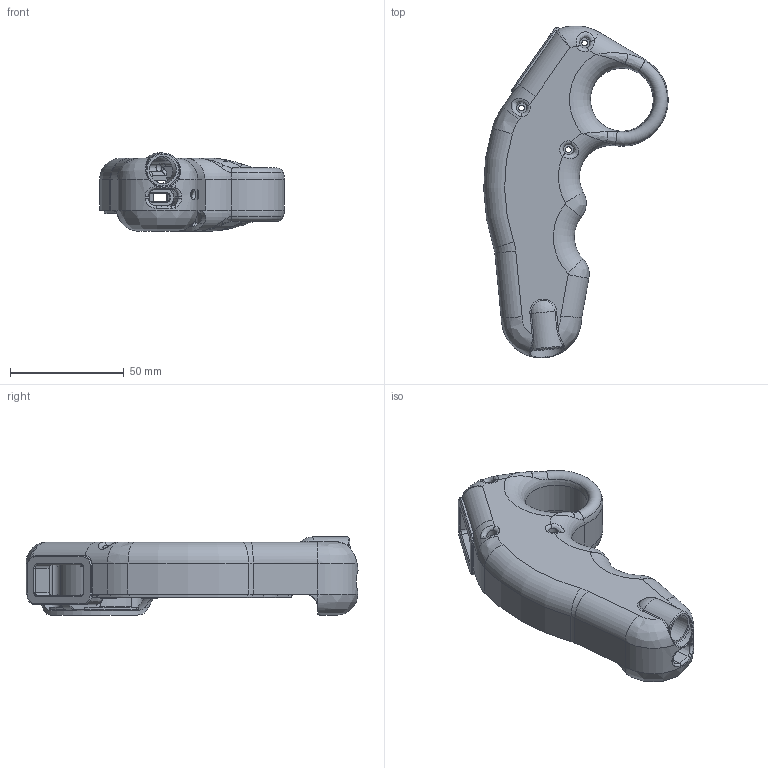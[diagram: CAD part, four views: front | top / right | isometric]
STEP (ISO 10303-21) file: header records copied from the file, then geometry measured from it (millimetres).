
FILE_DESCRIPTION(/* description */ (''),/* implementation_level */ '2;1');
FILE_NAME(/* name */ 'FreeSK8-Albert-Shell-Bottom-v1.0.stp',/* time_stamp */ '2021-08-14T22:37:23-07:00',/* author */ ('andre'),/* organization */ (''),/* preprocessor_version */ 'ST-DEVELOPER v17',/* originating_system */ 'Autodesk Inventor 2019',/* authorisation */ '');
FILE_SCHEMA (('AUTOMOTIVE_DESIGN { 1 0 10303 214 3 1 1 }'));
Length unit declared in the file: millimetre
Products named in the file (1): AtheistNightmare-BaseSolid
Bounding box: 81.09 x 145.83 x 34.33 mm (x, y, z)
Volume: 51270.1 mm3; surface area: 36180.7 mm2
Topology: 1 solids, 2 shells, 787 faces, 2022 edges, 1217 vertices
Faces by surface type: bspline 261, cylinder 229, plane 145, torus 103, cone 26, sphere 23
Full cylindrical faces by diameter (mm): 2.2 x2, 2.5 x3, 4.6 x3, 5.2 x3, 8 x1, 8.2 x1, 12 x1, 27.6 x1
Entity records: 47669 total; most frequent: CARTESIAN_POINT 30027, ORIENTED_EDGE 3994, DIRECTION 3215, EDGE_CURVE 1997, AXIS2_PLACEMENT_3D 1320, VERTEX_POINT 1217, EDGE_LOOP 808, FACE_OUTER_BOUND 787
